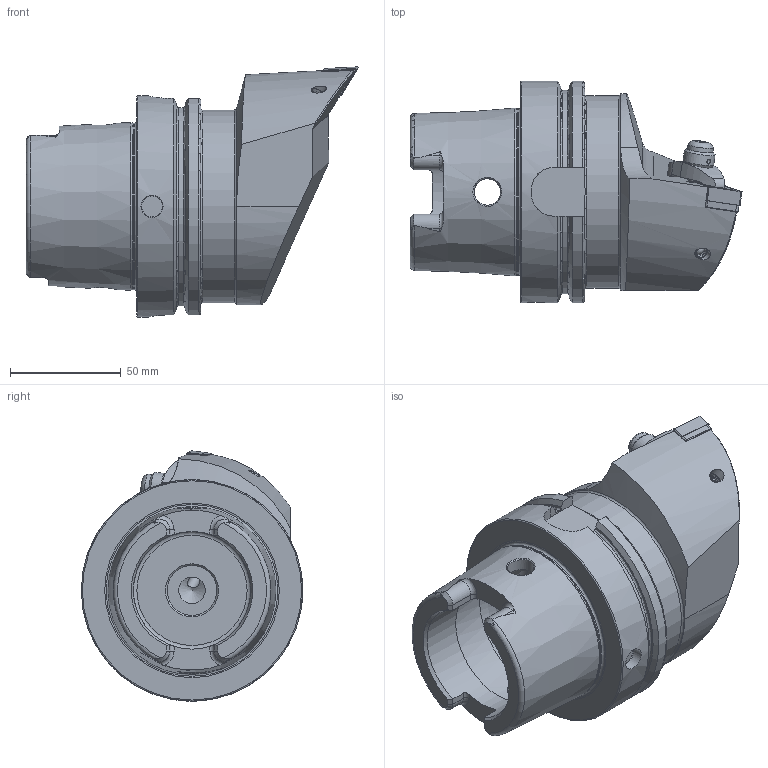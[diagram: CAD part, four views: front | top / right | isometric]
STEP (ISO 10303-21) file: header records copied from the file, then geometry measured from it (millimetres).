
FILE_DESCRIPTION (( 'STEP AP214' ), '1' );
FILE_NAME ('HA0.KDF.LJA.100.STEP', '2022-02-04T07:12:33', ( '' ), ( '' ), 'SwSTEP 2.0', 'SolidWorks 2017', '' );
FILE_SCHEMA (( 'AUTOMOTIVE_DESIGN' ));
Length unit declared in the file: millimetre
Products named in the file (11): ISO 13337 - 3 x 12_PreviewCfg; WCC-ER5.102.012_B; HA0-KDF.LJA.100_B_Fertigbearbeitung; KVT_MB_600_060; WCC-ER3.102.024_C; WCC-ER4.103.032_A; WDF-ER2.101.003_A; WCC-ER2.001.010_A; HA0.KDF.LJA.100; WCC-ER5.102.005_A; DNMG150604
Assembly tree (10 placements, depth 2):
  HA0.KDF.LJA.100
    HA0-KDF.LJA.100_B_Fertigbearbeitung
    WCC-ER2.001.010_A
    WCC-ER3.102.024_C
    WDF-ER2.101.003_A
    WCC-ER5.102.012_B
    WCC-ER5.102.005_A
    WCC-ER4.103.032_A
    ISO 13337 - 3 x 12_PreviewCfg
    KVT_MB_600_060
    DNMG150604
Bounding box: 149.9 x 100 x 113 mm (x, y, z)
Volume: 518449.9 mm3; surface area: 72671.7 mm2
Topology: 11 solids, 11 shells, 343 faces, 868 edges, 544 vertices
Faces by surface type: plane 121, cylinder 104, cone 67, torus 35, bspline 15, sphere 1
Full cylindrical faces by diameter (mm): 2 x3, 3 x2, 4.2 x1, 5 x4, 5.16 x1, 6 x4, 6.2 x4, 6.4 x1, 6.8 x1, 7 x3, 8.5 x1, 10 x1, 11.5 x1, 12 x3, 22.5 x1, 26 x1, 53 x2, 63 x1, 75.265 x1, 87 x1, 100 x1
Entity records: 12561 total; most frequent: CARTESIAN_POINT 4684, DIRECTION 1474, ORIENTED_EDGE 1462, EDGE_CURVE 731, AXIS2_PLACEMENT_3D 600, VERTEX_POINT 508, EDGE_LOOP 461, FACE_OUTER_BOUND 398
